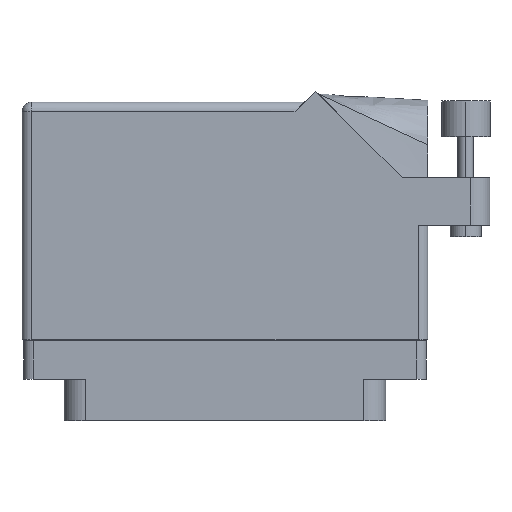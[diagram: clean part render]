
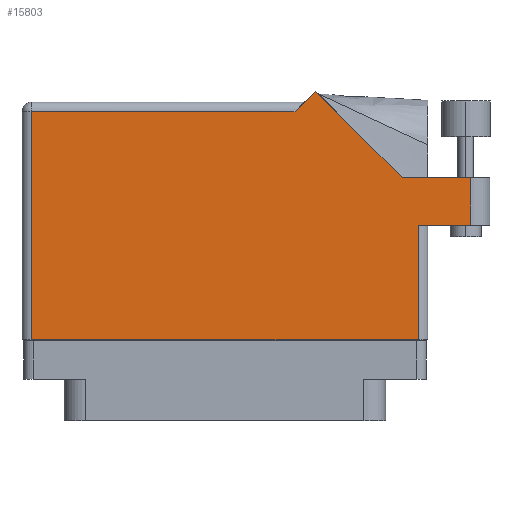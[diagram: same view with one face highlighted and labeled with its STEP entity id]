
A CAD part, front view. The second image highlights one B-rep face of the part: STEP entity #15803.
In plain terms, the highlighted face is planar.
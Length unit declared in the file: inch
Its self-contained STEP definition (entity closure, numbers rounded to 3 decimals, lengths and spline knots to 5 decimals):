
#105 = VERTEX_POINT ( 'NONE', #11871 ) ;
#923 = ORIENTED_EDGE ( 'NONE', *, *, #44724, .T. ) ;
#1266 = EDGE_LOOP ( 'NONE', ( #923, #31753, #11371, #42870, #31931, #39374, #21896, #49110, #35525 ) ) ;
#2286 = VERTEX_POINT ( 'NONE', #26260 ) ;
#3602 = DIRECTION ( 'NONE',  ( -0.707, -0.707, 0. ) ) ;
#4127 = VECTOR ( 'NONE', #26935, 39.37008 ) ;
#4743 = CARTESIAN_POINT ( 'NONE',  ( -1.244, -0.1, 0.455 ) ) ;
#4943 = VECTOR ( 'NONE', #30104, 39.37008 ) ;
#5810 = VERTEX_POINT ( 'NONE', #17465 ) ;
#7665 = DIRECTION ( 'NONE',  ( -1., 0., 0. ) ) ;
#8233 = LINE ( 'NONE', #15545, #50230 ) ;
#9534 = LINE ( 'NONE', #4743, #16477 ) ;
#10478 = DIRECTION ( 'NONE',  ( -1., 0., 0. ) ) ;
#11371 = ORIENTED_EDGE ( 'NONE', *, *, #44251, .T. ) ;
#11871 = CARTESIAN_POINT ( 'NONE',  ( 1.581, 0.944, 0.455 ) ) ;
#12763 = DIRECTION ( 'NONE',  ( 0., 1., 0. ) ) ;
#15121 = VECTOR ( 'NONE', #43227, 39.37008 ) ;
#15505 = LINE ( 'NONE', #38814, #4127 ) ;
#15545 = CARTESIAN_POINT ( 'NONE',  ( -1.306, 1.368, 0.455 ) ) ;
#15803 = ADVANCED_FACE ( 'NONE', ( #46011 ), #50391, .F. ) ;
#16477 = VECTOR ( 'NONE', #32859, 39.37008 ) ;
#16588 = LINE ( 'NONE', #20913, #45969 ) ;
#17028 = VERTEX_POINT ( 'NONE', #42610 ) ;
#17465 = CARTESIAN_POINT ( 'NONE',  ( 1.581, 0.637, 0.455 ) ) ;
#18062 = CARTESIAN_POINT ( 'NONE',  ( -1.306, 1.43, 0.455 ) ) ;
#20913 = CARTESIAN_POINT ( 'NONE',  ( 1.14042, 0.944, 0.455 ) ) ;
#20963 = VERTEX_POINT ( 'NONE', #38445 ) ;
#21753 = VECTOR ( 'NONE', #12763, 39.37008 ) ;
#21896 = ORIENTED_EDGE ( 'NONE', *, *, #28847, .T. ) ;
#22418 = VERTEX_POINT ( 'NONE', #36521 ) ;
#22761 = VECTOR ( 'NONE', #3602, 39.37008 ) ;
#23124 = CARTESIAN_POINT ( 'NONE',  ( 0.513, 1.43, 0.455 ) ) ;
#26260 = CARTESIAN_POINT ( 'NONE',  ( 1.244, -0.1, 0.455 ) ) ;
#26549 = CARTESIAN_POINT ( 'NONE',  ( 1.306, 0.637, 0.455 ) ) ;
#26791 = CARTESIAN_POINT ( 'NONE',  ( 1.706, 0.944, 0.455 ) ) ;
#26935 = DIRECTION ( 'NONE',  ( 1., 0., 0. ) ) ;
#27089 = DIRECTION ( 'NONE',  ( 0., 1., 0. ) ) ;
#27546 = EDGE_CURVE ( 'NONE', #22418, #2286, #15505, .T. ) ;
#28719 = VERTEX_POINT ( 'NONE', #39120 ) ;
#28847 = EDGE_CURVE ( 'NONE', #17028, #22418, #9534, .T. ) ;
#30104 = DIRECTION ( 'NONE',  ( 1., 0., 0. ) ) ;
#31753 = ORIENTED_EDGE ( 'NONE', *, *, #46641, .T. ) ;
#31931 = ORIENTED_EDGE ( 'NONE', *, *, #48921, .T. ) ;
#32859 = DIRECTION ( 'NONE',  ( 0., -1., 0. ) ) ;
#33066 = DIRECTION ( 'NONE',  ( -0.707, 0.707, 0. ) ) ;
#35525 = ORIENTED_EDGE ( 'NONE', *, *, #38087, .T. ) ;
#36456 = LINE ( 'NONE', #26791, #15121 ) ;
#36521 = CARTESIAN_POINT ( 'NONE',  ( -1.244, -0.1, 0.455 ) ) ;
#36966 = LINE ( 'NONE', #26549, #4943 ) ;
#38087 = EDGE_CURVE ( 'NONE', #2286, #20963, #43035, .T. ) ;
#38311 = CARTESIAN_POINT ( 'NONE',  ( 0.451, 1.368, 0.455 ) ) ;
#38445 = CARTESIAN_POINT ( 'NONE',  ( 1.244, 0.637, 0.455 ) ) ;
#38536 = AXIS2_PLACEMENT_3D ( 'NONE', #18062, #42517, #10478 ) ;
#38814 = CARTESIAN_POINT ( 'NONE',  ( -1.306, -0.1, 0.455 ) ) ;
#39120 = CARTESIAN_POINT ( 'NONE',  ( 0.58371, 1.50071, 0.455 ) ) ;
#39374 = ORIENTED_EDGE ( 'NONE', *, *, #45690, .T. ) ;
#39898 = CARTESIAN_POINT ( 'NONE',  ( 1.14042, 0.944, 0.455 ) ) ;
#42517 = DIRECTION ( 'NONE',  ( 0., 0., -1. ) ) ;
#42610 = CARTESIAN_POINT ( 'NONE',  ( -1.244, 1.368, 0.455 ) ) ;
#42870 = ORIENTED_EDGE ( 'NONE', *, *, #48316, .T. ) ;
#42980 = CARTESIAN_POINT ( 'NONE',  ( 1.581, 0.944, 0.455 ) ) ;
#43023 = LINE ( 'NONE', #42980, #48038 ) ;
#43035 = LINE ( 'NONE', #44762, #21753 ) ;
#43227 = DIRECTION ( 'NONE',  ( -1., 0., 0. ) ) ;
#43510 = VERTEX_POINT ( 'NONE', #38311 ) ;
#44057 = LINE ( 'NONE', #23124, #22761 ) ;
#44251 = EDGE_CURVE ( 'NONE', #105, #45358, #36456, .T. ) ;
#44724 = EDGE_CURVE ( 'NONE', #20963, #5810, #36966, .T. ) ;
#44762 = CARTESIAN_POINT ( 'NONE',  ( 1.244, 0.637, 0.455 ) ) ;
#45358 = VERTEX_POINT ( 'NONE', #39898 ) ;
#45690 = EDGE_CURVE ( 'NONE', #43510, #17028, #8233, .T. ) ;
#45969 = VECTOR ( 'NONE', #33066, 39.37008 ) ;
#46011 = FACE_OUTER_BOUND ( 'NONE', #1266, .T. ) ;
#46641 = EDGE_CURVE ( 'NONE', #5810, #105, #43023, .T. ) ;
#48038 = VECTOR ( 'NONE', #27089, 39.37008 ) ;
#48316 = EDGE_CURVE ( 'NONE', #45358, #28719, #16588, .T. ) ;
#48921 = EDGE_CURVE ( 'NONE', #28719, #43510, #44057, .T. ) ;
#49110 = ORIENTED_EDGE ( 'NONE', *, *, #27546, .T. ) ;
#50230 = VECTOR ( 'NONE', #7665, 39.37008 ) ;
#50391 = PLANE ( 'NONE',  #38536 ) ;
